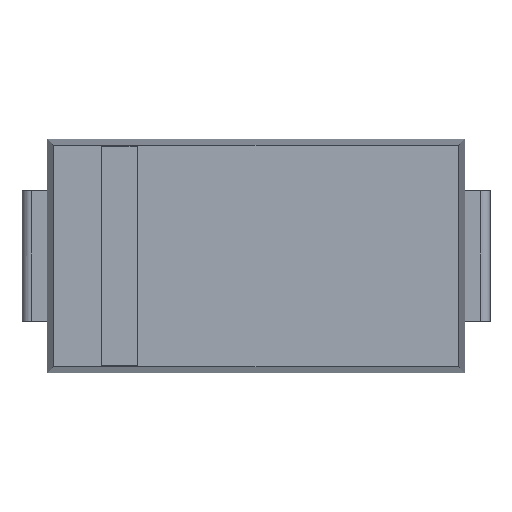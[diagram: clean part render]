
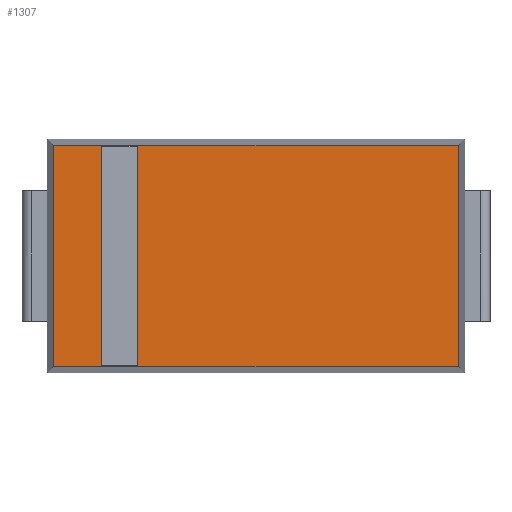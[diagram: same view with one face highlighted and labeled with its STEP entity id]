
A CAD part, top view. The second image highlights one B-rep face of the part: STEP entity #1307.
In plain terms, the highlighted planar face has unit normal (0, 0, 1).
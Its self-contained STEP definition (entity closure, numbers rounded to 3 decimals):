
#1025=CARTESIAN_POINT('',(-1.72,1.218,2.2));
#1026=VERTEX_POINT('',#1025);
#1041=CARTESIAN_POINT('',(-1.32,1.218,2.2));
#1042=VERTEX_POINT('',#1041);
#1049=CARTESIAN_POINT('',(-1.32,1.218,2.2));
#1050=DIRECTION('',(-1.0,0.0,0.0));
#1051=VECTOR('',#1050,0.4);
#1052=LINE('',#1049,#1051);
#1053=EDGE_CURVE('',#1042,#1026,#1052,.T.);
#1072=CARTESIAN_POINT('',(-1.32,-1.218,2.2));
#1073=VERTEX_POINT('',#1072);
#1080=CARTESIAN_POINT('',(-1.32,1.218,2.2));
#1081=DIRECTION('',(0.0,-1.0,0.0));
#1082=VECTOR('',#1081,2.436);
#1083=LINE('',#1080,#1082);
#1084=EDGE_CURVE('',#1042,#1073,#1083,.T.);
#1119=CARTESIAN_POINT('',(-1.72,-1.218,2.2));
#1120=VERTEX_POINT('',#1119);
#1121=CARTESIAN_POINT('',(-1.72,-1.218,2.2));
#1122=DIRECTION('',(0.0,1.0,0.0));
#1123=VECTOR('',#1122,2.436);
#1124=LINE('',#1121,#1123);
#1125=EDGE_CURVE('',#1120,#1026,#1124,.T.);
#1143=CARTESIAN_POINT('',(-1.32,-1.218,2.2));
#1144=DIRECTION('',(-1.0,0.0,0.0));
#1145=VECTOR('',#1144,0.4);
#1146=LINE('',#1143,#1145);
#1147=EDGE_CURVE('',#1073,#1120,#1146,.T.);
#1159=CARTESIAN_POINT('',(-2.25,-1.23,2.2));
#1160=VERTEX_POINT('',#1159);
#1161=CARTESIAN_POINT('',(-2.25,1.23,2.2));
#1162=VERTEX_POINT('',#1161);
#1163=CARTESIAN_POINT('',(-2.25,-1.23,2.2));
#1164=DIRECTION('',(0.0,1.0,0.0));
#1165=VECTOR('',#1164,2.46);
#1166=LINE('',#1163,#1165);
#1167=EDGE_CURVE('',#1160,#1162,#1166,.T.);
#1199=CARTESIAN_POINT('',(2.25,1.23,2.2));
#1200=VERTEX_POINT('',#1199);
#1201=CARTESIAN_POINT('',(2.25,-1.23,2.2));
#1202=VERTEX_POINT('',#1201);
#1203=CARTESIAN_POINT('',(2.25,1.23,2.2));
#1204=DIRECTION('',(0.0,-1.0,0.0));
#1205=VECTOR('',#1204,2.46);
#1206=LINE('',#1203,#1205);
#1207=EDGE_CURVE('',#1200,#1202,#1206,.T.);
#1239=CARTESIAN_POINT('',(2.25,-1.23,2.2));
#1240=DIRECTION('',(-1.0,0.0,0.0));
#1241=VECTOR('',#1240,4.5);
#1242=LINE('',#1239,#1241);
#1243=EDGE_CURVE('',#1202,#1160,#1242,.T.);
#1278=CARTESIAN_POINT('',(-2.25,1.23,2.2));
#1279=DIRECTION('',(1.0,0.0,0.0));
#1280=VECTOR('',#1279,4.5);
#1281=LINE('',#1278,#1280);
#1282=EDGE_CURVE('',#1200,#1162,#1281,.F.);
#1290=CARTESIAN_POINT('',(0.,0.,2.2));
#1291=DIRECTION('',(0.0,0.0,-1.0));
#1292=DIRECTION('',(-1.0,0.0,0.0));
#1293=AXIS2_PLACEMENT_3D('',#1290,#1291,#1292);
#1294=PLANE('',#1293);
#1295=ORIENTED_EDGE('',*,*,#1282,.T.);
#1296=ORIENTED_EDGE('',*,*,#1167,.F.);
#1297=ORIENTED_EDGE('',*,*,#1243,.F.);
#1298=ORIENTED_EDGE('',*,*,#1207,.F.);
#1299=EDGE_LOOP('',(#1295,#1296,#1297,#1298));
#1300=FACE_OUTER_BOUND('',#1299,.T.);
#1301=ORIENTED_EDGE('',*,*,#1084,.T.);
#1302=ORIENTED_EDGE('',*,*,#1147,.T.);
#1303=ORIENTED_EDGE('',*,*,#1125,.T.);
#1304=ORIENTED_EDGE('',*,*,#1053,.F.);
#1305=EDGE_LOOP('',(#1301,#1302,#1303,#1304));
#1306=FACE_BOUND('',#1305,.T.);
#1307=ADVANCED_FACE('',(#1300,#1306),#1294,.F.);
